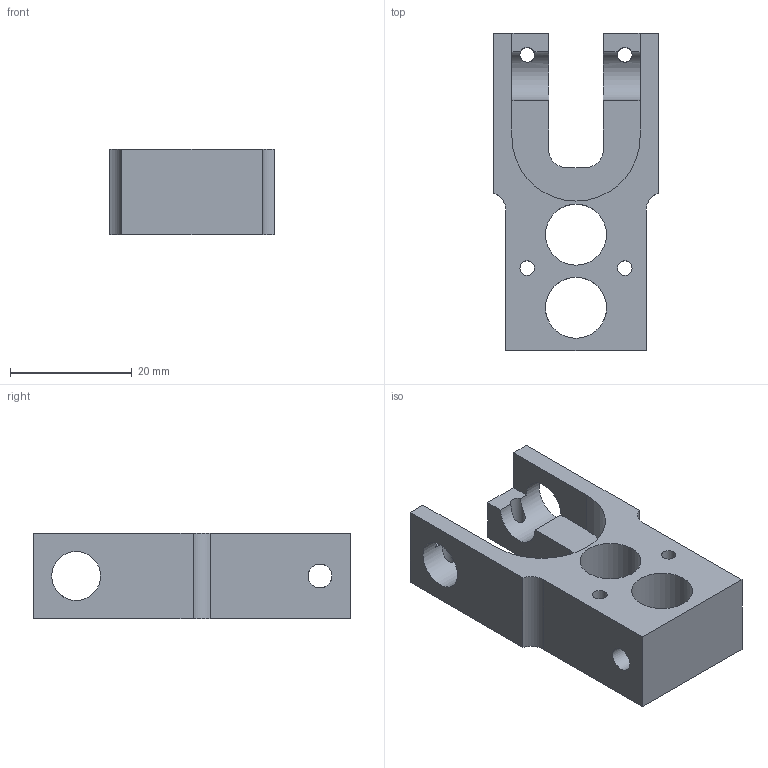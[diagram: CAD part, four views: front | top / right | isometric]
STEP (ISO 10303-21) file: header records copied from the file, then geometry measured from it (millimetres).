
FILE_DESCRIPTION(('FreeCAD Model'),'2;1');
FILE_NAME('Open CASCADE Shape Model','2022-04-17T23:34:46',('Author'),( ''),'Open CASCADE STEP processor 7.5','FreeCAD','Unknown');
FILE_SCHEMA(('AUTOMOTIVE_DESIGN { 1 0 10303 214 1 1 1 1 }'));
Length unit declared in the file: millimetre
Products named in the file (1): dynamixel_joint
Bounding box: 27 x 52 x 14 mm (x, y, z)
Volume: 10036.5 mm3; surface area: 5953 mm2
Topology: 1 solids, 1 shells, 32 faces, 100 edges, 66 vertices
Faces by surface type: plane 17, cylinder 15
Full cylindrical faces by diameter (mm): 2.4 x4, 3.9 x2, 8 x2, 10 x2
Entity records: 4106 total; most frequent: CARTESIAN_POINT 2121, DIRECTION 358, LINE 222, VECTOR 222, ORIENTED_EDGE 200, PCURVE 200, DEFINITIONAL_REPRESENTATION 200, EDGE_CURVE 100
